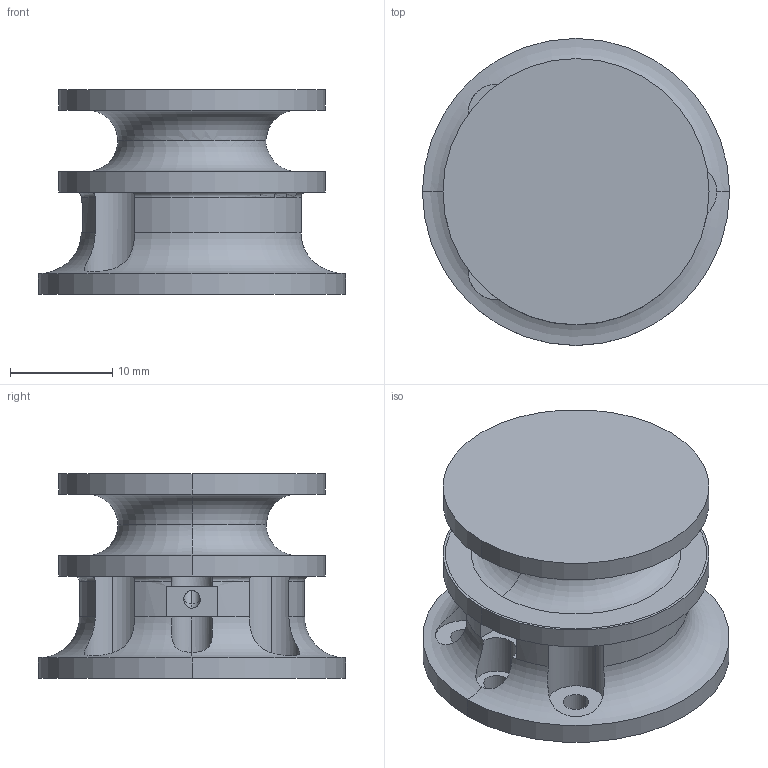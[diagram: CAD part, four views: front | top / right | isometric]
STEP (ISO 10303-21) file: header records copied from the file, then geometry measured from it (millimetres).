
FILE_DESCRIPTION (( 'STEP AP203' ), '1' );
FILE_NAME ('220223_reel_L.STEP', '2022-02-23T01:42:46', ( 'Windows User' ), ( '' ), 'SwSTEP 2.0', 'SolidWorks 2015', '' );
FILE_SCHEMA (( 'CONFIG_CONTROL_DESIGN' ));
Length unit declared in the file: millimetre
Products named in the file (1): 220223_reel_L
Bounding box: 30 x 30 x 20 mm (x, y, z)
Volume: 7208.7 mm3; surface area: 4087.9 mm2
Topology: 1 solids, 1 shells, 64 faces, 160 edges, 103 vertices
Faces by surface type: cylinder 33, plane 17, torus 14
Entity records: 2281 total; most frequent: CARTESIAN_POINT 608, DIRECTION 360, ORIENTED_EDGE 320, EDGE_CURVE 160, AXIS2_PLACEMENT_3D 157, VERTEX_POINT 103, CIRCLE 92, EDGE_LOOP 79
